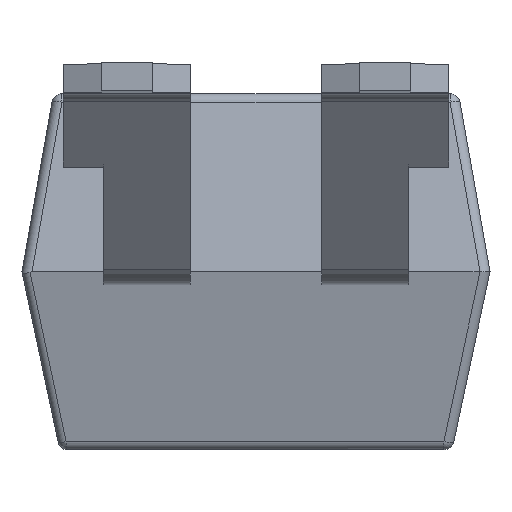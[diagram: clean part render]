
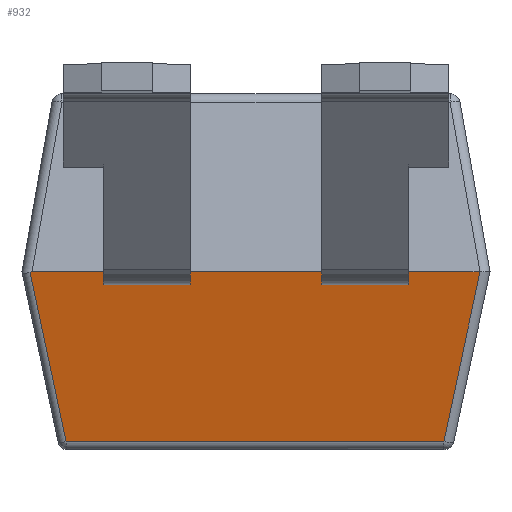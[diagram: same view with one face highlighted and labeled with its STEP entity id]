
A CAD part, left-side view. The second image highlights one B-rep face of the part: STEP entity #932.
In plain terms, the highlighted planar face has unit normal (-0.978, 0, -0.208).
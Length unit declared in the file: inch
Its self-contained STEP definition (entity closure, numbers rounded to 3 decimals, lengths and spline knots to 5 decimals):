
#2=CARTESIAN_POINT('',(-2.89486,1.86661,-1.67079));
#213=DIRECTION('',(0.,1.,0.));
#214=VECTOR('',#213,4.40337);
#215=CARTESIAN_POINT('',(-3.25,-2.20185,0.));
#216=LINE('',#215,#214);
#304=DIRECTION('',(0.204,-0.204,-0.958));
#305=VECTOR('',#304,1.74004);
#306=CARTESIAN_POINT('',(-3.24906,2.22081,
-0.00441));
#307=LINE('',#306,#305);
#308=CARTESIAN_POINT('',(-3.25,2.20152,0.));
#309=CARTESIAN_POINT('',(-3.25,2.20827,0.));
#310=CARTESIAN_POINT('',(-3.24964,2.21466,
-0.00168));
#311=CARTESIAN_POINT('',(-3.24906,2.22081,
-0.00441));
#313=DIRECTION('',(-0.204,-0.203,0.958));
#314=VECTOR('',#313,1.74458);
#315=CARTESIAN_POINT('',(-2.89486,-1.84705,
-1.67079));
#316=LINE('',#315,#314);
#317=DIRECTION('',(0.,1.,0.));
#318=VECTOR('',#317,3.71366);
#319=CARTESIAN_POINT('',(-2.89486,-1.84705,
-1.67079));
#320=LINE('',#319,#318);
#394=CARTESIAN_POINT('',(-3.25,2.20152,0.));
#395=VERTEX_POINT('',#394);
#411=VERTEX_POINT('',#2);
#412=CARTESIAN_POINT('',(-3.24906,2.22081,
-0.00441));
#413=VERTEX_POINT('',#412);
#434=CARTESIAN_POINT('',(-3.25,-2.20185,0.));
#435=VERTEX_POINT('',#434);
#448=CARTESIAN_POINT('',(-2.89486,-1.84705,
-1.67079));
#449=VERTEX_POINT('',#448);
#919=CARTESIAN_POINT('',(-2.89486,-2.3,-1.67079));
#920=DIRECTION('',(-0.978,0.,-0.208));
#921=DIRECTION('',(-0.208,0.,0.978));
#922=AXIS2_PLACEMENT_3D('',#919,#920,#921);
#923=PLANE('',#922);
#925=ORIENTED_EDGE('',*,*,#924,.F.);
#926=ORIENTED_EDGE('',*,*,#782,.F.);
#927=ORIENTED_EDGE('',*,*,#767,.F.);
#928=ORIENTED_EDGE('',*,*,#595,.F.);
#929=ORIENTED_EDGE('',*,*,#465,.T.);
#930=EDGE_LOOP('',(#925,#926,#927,#928,#929));
#931=FACE_OUTER_BOUND('',#930,.F.);
#932=ADVANCED_FACE('',(#931),#923,.T.);
#312=B_SPLINE_CURVE_WITH_KNOTS('',3,(#308,#309,#310,#311),.UNSPECIFIED.,.F.,.F.,
(4,4),(0.,1.),.UNSPECIFIED.);
#465=EDGE_CURVE('',#449,#411,#320,.T.);
#595=EDGE_CURVE('',#449,#435,#316,.T.);
#767=EDGE_CURVE('',#435,#395,#216,.T.);
#782=EDGE_CURVE('',#395,#413,#312,.T.);
#924=EDGE_CURVE('',#413,#411,#307,.T.);
